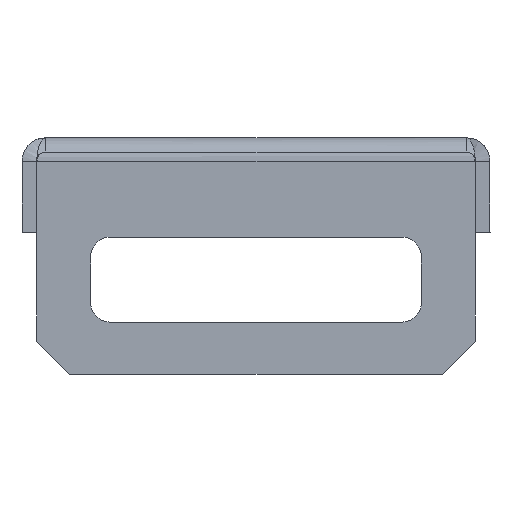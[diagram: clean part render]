
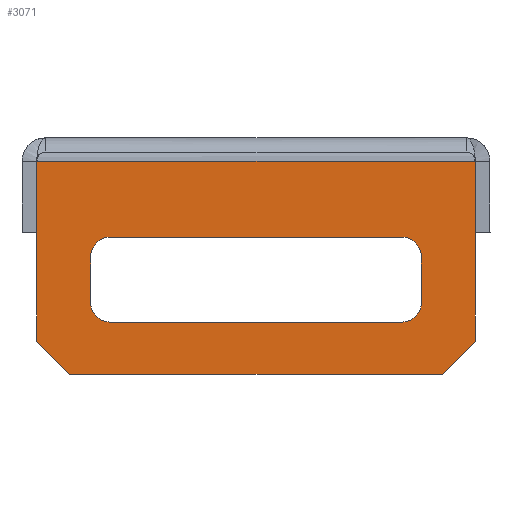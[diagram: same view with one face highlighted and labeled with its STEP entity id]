
A CAD part, left-side view. The second image highlights one B-rep face of the part: STEP entity #3071.
In plain terms, the highlighted planar face has unit normal (-1, 0, 0).
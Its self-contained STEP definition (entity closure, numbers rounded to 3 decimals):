
#100 = VERTEX_POINT ( 'NONE', #1647 ) ;
#142 = CARTESIAN_POINT ( 'NONE',  ( -381., 3834.75, -25. ) ) ;
#158 = DIRECTION ( 'NONE',  ( 0., 0., 1. ) ) ;
#171 = CARTESIAN_POINT ( 'NONE',  ( -381., 17.5, -12.6 ) ) ;
#189 = DIRECTION ( 'NONE',  ( 0., 1., 0. ) ) ;
#282 = ORIENTED_EDGE ( 'NONE', *, *, #3217, .T. ) ;
#285 = ORIENTED_EDGE ( 'NONE', *, *, #1029, .F. ) ;
#317 = EDGE_CURVE ( 'NONE', #2754, #445, #1110, .T. ) ;
#351 = CARTESIAN_POINT ( 'NONE',  ( -381., 19.679, -25. ) ) ;
#355 = AXIS2_PLACEMENT_3D ( 'NONE', #466, #714, #2481 ) ;
#412 = DIRECTION ( 'NONE',  ( 0., 0., -1. ) ) ;
#413 = CIRCLE ( 'NONE', #355, 2.1 ) ;
#445 = VERTEX_POINT ( 'NONE', #1841 ) ;
#466 = CARTESIAN_POINT ( 'NONE',  ( -381., -15.4, -12.6 ) ) ;
#507 = CARTESIAN_POINT ( 'NONE',  ( -381., 15.4, -19.5 ) ) ;
#525 = EDGE_CURVE ( 'NONE', #1426, #1668, #1858, .T. ) ;
#535 = VERTEX_POINT ( 'NONE', #939 ) ;
#558 = VERTEX_POINT ( 'NONE', #921 ) ;
#594 = EDGE_CURVE ( 'NONE', #3132, #1426, #1804, .T. ) ;
#654 = DIRECTION ( 'NONE',  ( 1., 0., 0. ) ) ;
#662 = DIRECTION ( 'NONE',  ( 0., -1., 0. ) ) ;
#686 = VECTOR ( 'NONE', #662, 1000. ) ;
#706 = CARTESIAN_POINT ( 'NONE',  ( -381., 15.4, -19.5 ) ) ;
#714 = DIRECTION ( 'NONE',  ( 1., 0., 0. ) ) ;
#798 = DIRECTION ( 'NONE',  ( 1., 0., 0. ) ) ;
#877 = LINE ( 'NONE', #1747, #1811 ) ;
#888 = EDGE_CURVE ( 'NONE', #558, #3254, #1284, .T. ) ;
#891 = CARTESIAN_POINT ( 'NONE',  ( -381., 3834.75, -2.5 ) ) ;
#892 = VECTOR ( 'NONE', #1602, 1000. ) ;
#905 = ORIENTED_EDGE ( 'NONE', *, *, #2135, .F. ) ;
#920 = VECTOR ( 'NONE', #1935, 1000. ) ;
#921 = CARTESIAN_POINT ( 'NONE',  ( -381., 23.179, -21.5 ) ) ;
#932 = AXIS2_PLACEMENT_3D ( 'NONE', #3095, #1587, #1578 ) ;
#939 = CARTESIAN_POINT ( 'NONE',  ( -381., -15.4, -19.5 ) ) ;
#968 = VECTOR ( 'NONE', #2841, 1000. ) ;
#970 = AXIS2_PLACEMENT_3D ( 'NONE', #2951, #1448, #1437 ) ;
#1019 = VERTEX_POINT ( 'NONE', #1881 ) ;
#1029 = EDGE_CURVE ( 'NONE', #1019, #2754, #2021, .T. ) ;
#1060 = EDGE_CURVE ( 'NONE', #535, #3132, #2426, .T. ) ;
#1065 = ORIENTED_EDGE ( 'NONE', *, *, #1351, .T. ) ;
#1074 = EDGE_CURVE ( 'NONE', #3254, #2852, #1591, .T. ) ;
#1110 = LINE ( 'NONE', #3010, #2787 ) ;
#1127 = CIRCLE ( 'NONE', #1926, 2.1 ) ;
#1138 = CARTESIAN_POINT ( 'NONE',  ( -381., -17.5, -17.4 ) ) ;
#1163 = ORIENTED_EDGE ( 'NONE', *, *, #1182, .T. ) ;
#1182 = EDGE_CURVE ( 'NONE', #2188, #2311, #413, .T. ) ;
#1204 = CARTESIAN_POINT ( 'NONE',  ( -381., 17.5, -12.6 ) ) ;
#1206 = ORIENTED_EDGE ( 'NONE', *, *, #2926, .T. ) ;
#1230 = CARTESIAN_POINT ( 'NONE',  ( -381., -15.4, -10.5 ) ) ;
#1284 = LINE ( 'NONE', #351, #892 ) ;
#1320 = FACE_BOUND ( 'NONE', #2989, .T. ) ;
#1351 = EDGE_CURVE ( 'NONE', #1668, #100, #1127, .T. ) ;
#1392 = ORIENTED_EDGE ( 'NONE', *, *, #1952, .T. ) ;
#1426 = VERTEX_POINT ( 'NONE', #1885 ) ;
#1437 = DIRECTION ( 'NONE',  ( 0., 0., 1. ) ) ;
#1448 = DIRECTION ( 'NONE',  ( 1., 0., 0. ) ) ;
#1578 = DIRECTION ( 'NONE',  ( 0., 0., -1. ) ) ;
#1587 = DIRECTION ( 'NONE',  ( 1., 0., 0. ) ) ;
#1591 = LINE ( 'NONE', #2972, #920 ) ;
#1602 = DIRECTION ( 'NONE',  ( 0., -0.707, -0.707 ) ) ;
#1647 = CARTESIAN_POINT ( 'NONE',  ( -381., 15.4, -10.5 ) ) ;
#1653 = FACE_OUTER_BOUND ( 'NONE', #2793, .T. ) ;
#1668 = VERTEX_POINT ( 'NONE', #1204 ) ;
#1682 = DIRECTION ( 'NONE',  ( 0., -0.707, 0.707 ) ) ;
#1718 = ORIENTED_EDGE ( 'NONE', *, *, #1060, .T. ) ;
#1747 = CARTESIAN_POINT ( 'NONE',  ( -381., 15.4, -10.5 ) ) ;
#1752 = CARTESIAN_POINT ( 'NONE',  ( -381., -19.679, -25. ) ) ;
#1804 = CIRCLE ( 'NONE', #970, 2.1 ) ;
#1811 = VECTOR ( 'NONE', #2531, 1000. ) ;
#1821 = ORIENTED_EDGE ( 'NONE', *, *, #888, .T. ) ;
#1841 = CARTESIAN_POINT ( 'NONE',  ( -381., -23.179, -21.5 ) ) ;
#1848 = CARTESIAN_POINT ( 'NONE',  ( -381., 19.679, -25. ) ) ;
#1858 = LINE ( 'NONE', #171, #2126 ) ;
#1881 = CARTESIAN_POINT ( 'NONE',  ( -381., 23.179, -2.5 ) ) ;
#1885 = CARTESIAN_POINT ( 'NONE',  ( -381., 17.5, -17.4 ) ) ;
#1907 = LINE ( 'NONE', #3165, #3018 ) ;
#1926 = AXIS2_PLACEMENT_3D ( 'NONE', #2570, #798, #2843 ) ;
#1935 = DIRECTION ( 'NONE',  ( 0., -1., 0. ) ) ;
#1952 = EDGE_CURVE ( 'NONE', #2311, #2175, #2354, .T. ) ;
#1979 = DIRECTION ( 'NONE',  ( 0., 0., -1. ) ) ;
#1998 = AXIS2_PLACEMENT_3D ( 'NONE', #142, #654, #412 ) ;
#2015 = VECTOR ( 'NONE', #1682, 1000. ) ;
#2021 = LINE ( 'NONE', #891, #686 ) ;
#2089 = CIRCLE ( 'NONE', #932, 2.1 ) ;
#2095 = CARTESIAN_POINT ( 'NONE',  ( -381., -17.5, -12.6 ) ) ;
#2115 = ORIENTED_EDGE ( 'NONE', *, *, #525, .T. ) ;
#2126 = VECTOR ( 'NONE', #2941, 1000. ) ;
#2135 = EDGE_CURVE ( 'NONE', #558, #1019, #1907, .T. ) ;
#2175 = VERTEX_POINT ( 'NONE', #1138 ) ;
#2188 = VERTEX_POINT ( 'NONE', #1230 ) ;
#2257 = CARTESIAN_POINT ( 'NONE',  ( -381., -17.5, -12.6 ) ) ;
#2286 = CARTESIAN_POINT ( 'NONE',  ( -381., -23.179, -2.5 ) ) ;
#2311 = VERTEX_POINT ( 'NONE', #2257 ) ;
#2354 = LINE ( 'NONE', #2095, #968 ) ;
#2410 = ORIENTED_EDGE ( 'NONE', *, *, #2576, .T. ) ;
#2426 = LINE ( 'NONE', #706, #2969 ) ;
#2481 = DIRECTION ( 'NONE',  ( 0., 0., 1. ) ) ;
#2489 = ORIENTED_EDGE ( 'NONE', *, *, #1074, .T. ) ;
#2531 = DIRECTION ( 'NONE',  ( 0., -1., 0. ) ) ;
#2570 = CARTESIAN_POINT ( 'NONE',  ( -381., 15.4, -12.6 ) ) ;
#2576 = EDGE_CURVE ( 'NONE', #2852, #445, #2682, .T. ) ;
#2650 = ORIENTED_EDGE ( 'NONE', *, *, #317, .F. ) ;
#2682 = LINE ( 'NONE', #3173, #2015 ) ;
#2754 = VERTEX_POINT ( 'NONE', #2286 ) ;
#2787 = VECTOR ( 'NONE', #1979, 1000. ) ;
#2793 = EDGE_LOOP ( 'NONE', ( #905, #1821, #2489, #2410, #2650, #285 ) ) ;
#2795 = ORIENTED_EDGE ( 'NONE', *, *, #594, .T. ) ;
#2841 = DIRECTION ( 'NONE',  ( 0., 0., -1. ) ) ;
#2843 = DIRECTION ( 'NONE',  ( 0., 0., -1. ) ) ;
#2852 = VERTEX_POINT ( 'NONE', #1752 ) ;
#2919 = PLANE ( 'NONE',  #1998 ) ;
#2926 = EDGE_CURVE ( 'NONE', #2175, #535, #2089, .T. ) ;
#2941 = DIRECTION ( 'NONE',  ( 0., 0., 1. ) ) ;
#2951 = CARTESIAN_POINT ( 'NONE',  ( -381., 15.4, -17.4 ) ) ;
#2969 = VECTOR ( 'NONE', #189, 1000. ) ;
#2972 = CARTESIAN_POINT ( 'NONE',  ( -381., 3834.75, -25. ) ) ;
#2989 = EDGE_LOOP ( 'NONE', ( #2115, #1065, #282, #1163, #1392, #1206, #1718, #2795 ) ) ;
#3010 = CARTESIAN_POINT ( 'NONE',  ( -381., -23.179, -25. ) ) ;
#3018 = VECTOR ( 'NONE', #158, 1000. ) ;
#3071 = ADVANCED_FACE ( 'NONE', ( #1320, #1653 ), #2919, .F. ) ;
#3095 = CARTESIAN_POINT ( 'NONE',  ( -381., -15.4, -17.4 ) ) ;
#3132 = VERTEX_POINT ( 'NONE', #507 ) ;
#3165 = CARTESIAN_POINT ( 'NONE',  ( -381., 23.179, -25. ) ) ;
#3173 = CARTESIAN_POINT ( 'NONE',  ( -381., -23.179, -21.5 ) ) ;
#3217 = EDGE_CURVE ( 'NONE', #100, #2188, #877, .T. ) ;
#3254 = VERTEX_POINT ( 'NONE', #1848 ) ;
